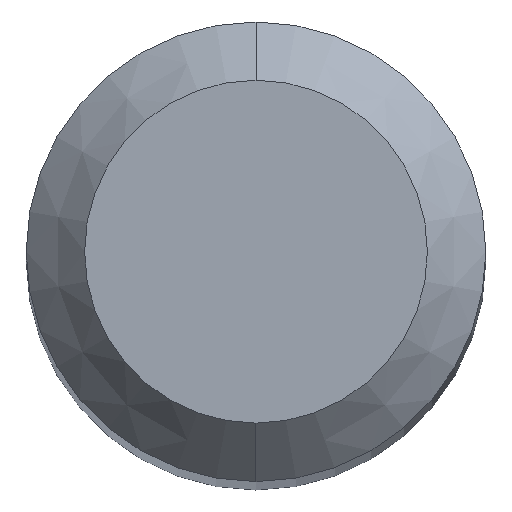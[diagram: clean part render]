
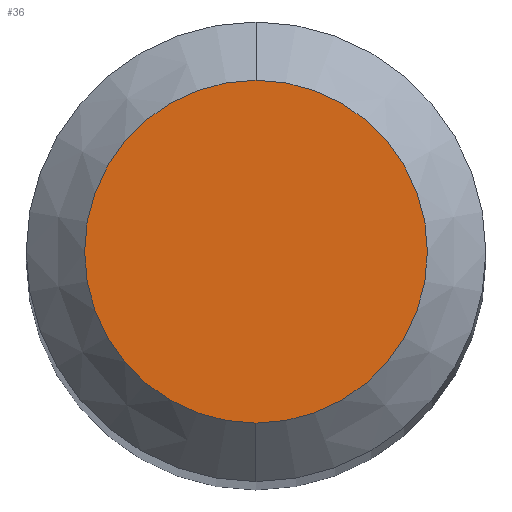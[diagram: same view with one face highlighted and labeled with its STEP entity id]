
A CAD part, top view. The second image highlights one B-rep face of the part: STEP entity #36.
In plain terms, the highlighted planar face has unit normal (0, 0, 1).
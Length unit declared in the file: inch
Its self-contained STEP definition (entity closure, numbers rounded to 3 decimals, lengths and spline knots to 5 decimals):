
#36 = ADVANCED_FACE ( 'NONE', ( #510 ), #361, .F. ) ;
#53 = AXIS2_PLACEMENT_3D ( 'NONE', #423, #93, #257 ) ;
#85 = CARTESIAN_POINT ( 'NONE',  ( 0., 0.04405, 0. ) ) ;
#87 = CIRCLE ( 'NONE', #53, 0.04405 ) ;
#93 = DIRECTION ( 'NONE',  ( 0., 0., 1. ) ) ;
#124 = CARTESIAN_POINT ( 'NONE',  ( 0., -0.04405, 0. ) ) ;
#142 = AXIS2_PLACEMENT_3D ( 'NONE', #192, #195, #156 ) ;
#148 = ORIENTED_EDGE ( 'NONE', *, *, #194, .T. ) ;
#156 = DIRECTION ( 'NONE',  ( 0., -1., 0. ) ) ;
#192 = CARTESIAN_POINT ( 'NONE',  ( 0., 0., 0. ) ) ;
#194 = EDGE_CURVE ( 'NONE', #294, #232, #87, .T. ) ;
#195 = DIRECTION ( 'NONE',  ( 0., 0., 1. ) ) ;
#232 = VERTEX_POINT ( 'NONE', #372 ) ;
#250 = DIRECTION ( 'NONE',  ( 0., 1., 0. ) ) ;
#257 = DIRECTION ( 'NONE',  ( 0., -1., 0. ) ) ;
#286 = DIRECTION ( 'NONE',  ( 0., 0., -1. ) ) ;
#294 = VERTEX_POINT ( 'NONE', #124 ) ;
#320 = CIRCLE ( 'NONE', #142, 0.04405 ) ;
#330 = AXIS2_PLACEMENT_3D ( 'NONE', #85, #286, #250 ) ;
#354 = ORIENTED_EDGE ( 'NONE', *, *, #368, .T. ) ;
#361 = PLANE ( 'NONE',  #330 ) ;
#368 = EDGE_CURVE ( 'NONE', #232, #294, #320, .T. ) ;
#372 = CARTESIAN_POINT ( 'NONE',  ( 0., 0.04405, 0. ) ) ;
#423 = CARTESIAN_POINT ( 'NONE',  ( 0., 0., 0. ) ) ;
#425 = EDGE_LOOP ( 'NONE', ( #354, #148 ) ) ;
#510 = FACE_OUTER_BOUND ( 'NONE', #425, .T. ) ;
